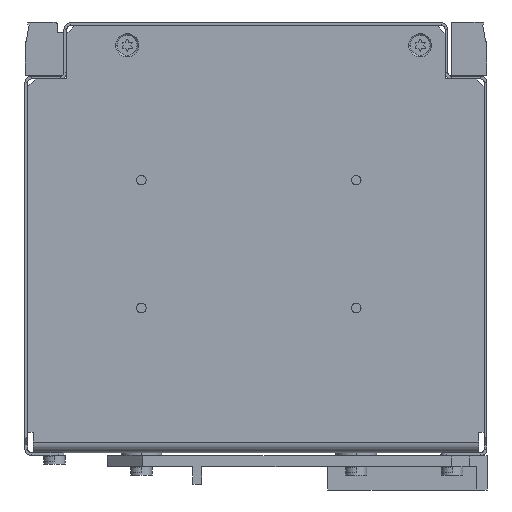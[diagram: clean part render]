
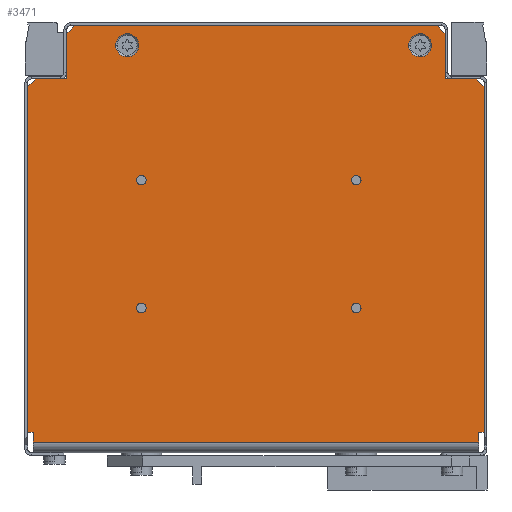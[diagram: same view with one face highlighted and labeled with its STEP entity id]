
A CAD part, left-side view. The second image highlights one B-rep face of the part: STEP entity #3471.
In plain terms, the highlighted free-form (B-spline) face has degree [1, 1] with [2, 2] control points.
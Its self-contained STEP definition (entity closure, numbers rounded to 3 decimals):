
#799=DIRECTION('',(0.,0.,-1.));
#800=VECTOR('',#799,2.8);
#801=CARTESIAN_POINT('',(-27.5,-1.5,-114.45));
#802=LINE('',#801,#800);
#954=CARTESIAN_POINT('',(-27.5,-92.5,-79.5));
#955=DIRECTION('',(-1.,0.,0.));
#956=DIRECTION('',(0.,-1.,0.));
#957=AXIS2_PLACEMENT_3D('',#954,#955,#956);
#962=CARTESIAN_POINT('',(-27.5,-92.5,-79.5));
#963=DIRECTION('',(-1.,0.,0.));
#964=DIRECTION('',(0.,1.,0.));
#965=AXIS2_PLACEMENT_3D('',#962,#963,#964);
#970=CARTESIAN_POINT('',(-27.5,-32.,-79.5));
#971=DIRECTION('',(-1.,0.,0.));
#972=DIRECTION('',(0.,-1.,0.));
#973=AXIS2_PLACEMENT_3D('',#970,#971,#972);
#978=CARTESIAN_POINT('',(-27.5,-32.,-79.5));
#979=DIRECTION('',(-1.,0.,0.));
#980=DIRECTION('',(0.,1.,0.));
#981=AXIS2_PLACEMENT_3D('',#978,#979,#980);
#986=CARTESIAN_POINT('',(-27.5,-92.5,-43.5));
#987=DIRECTION('',(-1.,0.,0.));
#988=DIRECTION('',(0.,-1.,0.));
#989=AXIS2_PLACEMENT_3D('',#986,#987,#988);
#994=CARTESIAN_POINT('',(-27.5,-92.5,-43.5));
#995=DIRECTION('',(-1.,0.,0.));
#996=DIRECTION('',(0.,1.,0.));
#997=AXIS2_PLACEMENT_3D('',#994,#995,#996);
#1002=CARTESIAN_POINT('',(-27.5,-28.,-5.5));
#1003=DIRECTION('',(-1.,0.,0.));
#1004=DIRECTION('',(0.,1.,0.));
#1005=AXIS2_PLACEMENT_3D('',#1002,#1003,#1004);
#1010=CARTESIAN_POINT('',(-27.5,-28.,-5.5));
#1011=DIRECTION('',(-1.,0.,0.));
#1012=DIRECTION('',(0.,-1.,0.));
#1013=AXIS2_PLACEMENT_3D('',#1010,#1011,#1012);
#1018=CARTESIAN_POINT('',(-27.5,-110.5,-5.5));
#1019=DIRECTION('',(-1.,0.,0.));
#1020=DIRECTION('',(0.,1.,0.));
#1021=AXIS2_PLACEMENT_3D('',#1018,#1019,#1020);
#1026=CARTESIAN_POINT('',(-27.5,-110.5,-5.5));
#1027=DIRECTION('',(-1.,0.,0.));
#1028=DIRECTION('',(0.,-1.,0.));
#1029=AXIS2_PLACEMENT_3D('',#1026,#1027,#1028);
#1034=CARTESIAN_POINT('',(-27.5,-32.,-43.5));
#1035=DIRECTION('',(-1.,0.,0.));
#1036=DIRECTION('',(0.,-1.,0.));
#1037=AXIS2_PLACEMENT_3D('',#1034,#1035,#1036);
#1042=CARTESIAN_POINT('',(-27.5,-32.,-43.5));
#1043=DIRECTION('',(-1.,0.,0.));
#1044=DIRECTION('',(0.,1.,0.));
#1045=AXIS2_PLACEMENT_3D('',#1042,#1043,#1044);
#1050=DIRECTION('',(0.,0.707,0.707));
#1051=VECTOR('',#1050,3.111);
#1052=CARTESIAN_POINT('',(-27.5,-117.5,-2.2));
#1053=LINE('',#1052,#1051);
#1057=DIRECTION('',(0.,-1.,0.));
#1058=VECTOR('',#1057,8.8);
#1059=CARTESIAN_POINT('',(-27.5,-117.5,-15.));
#1060=LINE('',#1059,#1058);
#1064=DIRECTION('',(0.,0.707,0.707));
#1065=VECTOR('',#1064,3.111);
#1066=CARTESIAN_POINT('',(-27.5,-128.5,-17.2));
#1067=LINE('',#1066,#1065);
#1071=DIRECTION('',(0.,0.,-1.));
#1072=VECTOR('',#1071,97.25);
#1073=CARTESIAN_POINT('',(-27.5,-128.5,-17.2));
#1074=LINE('',#1073,#1072);
#1078=DIRECTION('',(0.,0.,-1.));
#1079=VECTOR('',#1078,2.8);
#1080=CARTESIAN_POINT('',(-27.5,-127.,-114.45));
#1081=LINE('',#1080,#1079);
#1085=DIRECTION('',(0.,1.,0.));
#1086=VECTOR('',#1085,1.5);
#1087=CARTESIAN_POINT('',(-27.5,-1.5,-114.45));
#1088=LINE('',#1087,#1086);
#1092=DIRECTION('',(0.,0.707,-0.707));
#1093=VECTOR('',#1092,3.111);
#1094=CARTESIAN_POINT('',(-27.5,-2.2,-15.));
#1095=LINE('',#1094,#1093);
#1099=DIRECTION('',(0.,0.,1.));
#1100=VECTOR('',#1099,12.8);
#1101=CARTESIAN_POINT('',(-27.5,-11.,-15.));
#1102=LINE('',#1101,#1100);
#1106=DIRECTION('',(0.,0.707,-0.707));
#1107=VECTOR('',#1106,3.111);
#1108=CARTESIAN_POINT('',(-27.5,-13.2,0.));
#1109=LINE('',#1108,#1107);
#1229=DIRECTION('',(0.,1.,0.));
#1230=VECTOR('',#1229,102.1);
#1231=CARTESIAN_POINT('',(-27.5,-115.3,0.));
#1232=LINE('',#1231,#1230);
#1271=DIRECTION('',(0.,1.,0.));
#1272=VECTOR('',#1271,8.8);
#1273=CARTESIAN_POINT('',(-27.5,-11.,-15.));
#1274=LINE('',#1273,#1272);
#1285=DIRECTION('',(0.,0.,-1.));
#1286=VECTOR('',#1285,97.25);
#1287=CARTESIAN_POINT('',(-27.5,0.,-17.2));
#1288=LINE('',#1287,#1286);
#1327=DIRECTION('',(0.,0.,1.));
#1328=VECTOR('',#1327,12.8);
#1329=CARTESIAN_POINT('',(-27.5,-117.5,-15.));
#1330=LINE('',#1329,#1328);
#1362=DIRECTION('',(0.,-1.,0.));
#1363=VECTOR('',#1362,1.5);
#1364=CARTESIAN_POINT('',(-27.5,-127.,-114.45));
#1365=LINE('',#1364,#1363);
#1397=DIRECTION('',(0.,-1.,0.));
#1398=VECTOR('',#1397,125.5);
#1399=CARTESIAN_POINT('',(-27.5,-1.5,-117.25));
#1400=LINE('',#1399,#1398);
#2314=CARTESIAN_POINT('',(-27.5,-127.,-117.25));
#2315=VERTEX_POINT('',#2314);
#2422=CARTESIAN_POINT('',(-27.5,-1.5,-117.25));
#2423=VERTEX_POINT('',#2422);
#2426=CARTESIAN_POINT('',(-27.5,-1.5,-114.45));
#2427=VERTEX_POINT('',#2426);
#2450=CARTESIAN_POINT('',(-27.5,-93.85,-79.5));
#2451=CARTESIAN_POINT('',(-27.5,-91.15,-79.5));
#2452=VERTEX_POINT('',#2450);
#2453=VERTEX_POINT('',#2451);
#2454=CARTESIAN_POINT('',(-27.5,-127.,-114.45));
#2455=CARTESIAN_POINT('',(-27.5,-128.5,-114.45));
#2456=VERTEX_POINT('',#2454);
#2457=VERTEX_POINT('',#2455);
#2458=CARTESIAN_POINT('',(-27.5,0.,-114.45));
#2459=VERTEX_POINT('',#2458);
#2460=CARTESIAN_POINT('',(-27.5,-33.35,-79.5));
#2461=CARTESIAN_POINT('',(-27.5,-30.65,-79.5));
#2462=VERTEX_POINT('',#2460);
#2463=VERTEX_POINT('',#2461);
#2464=CARTESIAN_POINT('',(-27.5,-93.85,-43.5));
#2465=CARTESIAN_POINT('',(-27.5,-91.15,-43.5));
#2466=VERTEX_POINT('',#2464);
#2467=VERTEX_POINT('',#2465);
#2468=CARTESIAN_POINT('',(-27.5,-24.75,-5.5));
#2469=CARTESIAN_POINT('',(-27.5,-31.25,-5.5));
#2470=VERTEX_POINT('',#2468);
#2471=VERTEX_POINT('',#2469);
#2472=CARTESIAN_POINT('',(-27.5,-107.25,-5.5));
#2473=CARTESIAN_POINT('',(-27.5,-113.75,-5.5));
#2474=VERTEX_POINT('',#2472);
#2475=VERTEX_POINT('',#2473);
#2476=CARTESIAN_POINT('',(-27.5,-33.35,-43.5));
#2477=CARTESIAN_POINT('',(-27.5,-30.65,-43.5));
#2478=VERTEX_POINT('',#2476);
#2479=VERTEX_POINT('',#2477);
#2481=CARTESIAN_POINT('',(-27.5,-11.,-15.));
#2483=VERTEX_POINT('',#2481);
#2485=CARTESIAN_POINT('',(-27.5,-117.5,-15.));
#2487=VERTEX_POINT('',#2485);
#2636=CARTESIAN_POINT('',(-27.5,-117.5,-2.2));
#2637=CARTESIAN_POINT('',(-27.5,-115.3,0.));
#2638=VERTEX_POINT('',#2636);
#2639=VERTEX_POINT('',#2637);
#2646=CARTESIAN_POINT('',(-27.5,-13.2,0.));
#2647=VERTEX_POINT('',#2646);
#2648=CARTESIAN_POINT('',(-27.5,-128.5,-17.2));
#2649=CARTESIAN_POINT('',(-27.5,-126.3,-15.));
#2650=VERTEX_POINT('',#2648);
#2651=VERTEX_POINT('',#2649);
#2658=CARTESIAN_POINT('',(-27.5,-11.,-2.2));
#2659=VERTEX_POINT('',#2658);
#2660=CARTESIAN_POINT('',(-27.5,-2.2,-15.));
#2661=CARTESIAN_POINT('',(-27.5,0.,-17.2));
#2662=VERTEX_POINT('',#2660);
#2663=VERTEX_POINT('',#2661);
#3398=CARTESIAN_POINT('',(-27.5,-128.5,-117.25));
#3399=CARTESIAN_POINT('',(-27.5,0.,-117.25));
#3400=CARTESIAN_POINT('',(-27.5,-128.5,0.));
#3401=CARTESIAN_POINT('',(-27.5,0.,0.));
#3402=B_SPLINE_SURFACE_WITH_KNOTS('',1,1,((#3398,#3399),(#3400,#3401)),
.UNSPECIFIED.,.F.,.F.,.F.,(2,2),(2,2),(0.,117.25),(-128.5,0.),
.UNSPECIFIED.);
#3404=ORIENTED_EDGE('',*,*,#3403,.F.);
#3406=ORIENTED_EDGE('',*,*,#3405,.F.);
#3408=ORIENTED_EDGE('',*,*,#3407,.T.);
#3410=ORIENTED_EDGE('',*,*,#3409,.F.);
#3412=ORIENTED_EDGE('',*,*,#3411,.T.);
#3414=ORIENTED_EDGE('',*,*,#3413,.F.);
#3416=ORIENTED_EDGE('',*,*,#3415,.T.);
#3418=ORIENTED_EDGE('',*,*,#3417,.F.);
#3419=ORIENTED_EDGE('',*,*,#3305,.F.);
#3421=ORIENTED_EDGE('',*,*,#3420,.T.);
#3423=ORIENTED_EDGE('',*,*,#3422,.F.);
#3425=ORIENTED_EDGE('',*,*,#3424,.F.);
#3427=ORIENTED_EDGE('',*,*,#3426,.F.);
#3429=ORIENTED_EDGE('',*,*,#3428,.T.);
#3431=ORIENTED_EDGE('',*,*,#3430,.F.);
#3433=ORIENTED_EDGE('',*,*,#3432,.F.);
#3434=EDGE_LOOP('',(#3404,#3406,#3408,#3410,#3412,#3414,#3416,#3418,#3419,#3421,
#3423,#3425,#3427,#3429,#3431,#3433));
#3435=FACE_OUTER_BOUND('',#3434,.F.);
#3436=ORIENTED_EDGE('',*,*,#3388,.T.);
#3438=ORIENTED_EDGE('',*,*,#3437,.T.);
#3439=EDGE_LOOP('',(#3436,#3438));
#3440=FACE_BOUND('',#3439,.F.);
#3442=ORIENTED_EDGE('',*,*,#3441,.T.);
#3444=ORIENTED_EDGE('',*,*,#3443,.T.);
#3445=EDGE_LOOP('',(#3442,#3444));
#3446=FACE_BOUND('',#3445,.F.);
#3448=ORIENTED_EDGE('',*,*,#3447,.T.);
#3450=ORIENTED_EDGE('',*,*,#3449,.T.);
#3451=EDGE_LOOP('',(#3448,#3450));
#3452=FACE_BOUND('',#3451,.F.);
#3454=ORIENTED_EDGE('',*,*,#3453,.T.);
#3456=ORIENTED_EDGE('',*,*,#3455,.T.);
#3457=EDGE_LOOP('',(#3454,#3456));
#3458=FACE_BOUND('',#3457,.F.);
#3460=ORIENTED_EDGE('',*,*,#3459,.T.);
#3462=ORIENTED_EDGE('',*,*,#3461,.T.);
#3463=EDGE_LOOP('',(#3460,#3462));
#3464=FACE_BOUND('',#3463,.F.);
#3466=ORIENTED_EDGE('',*,*,#3465,.T.);
#3468=ORIENTED_EDGE('',*,*,#3467,.T.);
#3469=EDGE_LOOP('',(#3466,#3468));
#3470=FACE_BOUND('',#3469,.F.);
#3471=ADVANCED_FACE('',(#3435,#3440,#3446,#3452,#3458,#3464,#3470),#3402,.T.);
#958=CIRCLE('',#957,1.35);
#966=CIRCLE('',#965,1.35);
#974=CIRCLE('',#973,1.35);
#982=CIRCLE('',#981,1.35);
#990=CIRCLE('',#989,1.35);
#998=CIRCLE('',#997,1.35);
#1006=CIRCLE('',#1005,3.25);
#1014=CIRCLE('',#1013,3.25);
#1022=CIRCLE('',#1021,3.25);
#1030=CIRCLE('',#1029,3.25);
#1038=CIRCLE('',#1037,1.35);
#1046=CIRCLE('',#1045,1.35);
#3305=EDGE_CURVE('',#2427,#2423,#802,.T.);
#3388=EDGE_CURVE('',#2452,#2453,#958,.T.);
#3403=EDGE_CURVE('',#2638,#2639,#1053,.T.);
#3405=EDGE_CURVE('',#2487,#2638,#1330,.T.);
#3407=EDGE_CURVE('',#2487,#2651,#1060,.T.);
#3409=EDGE_CURVE('',#2650,#2651,#1067,.T.);
#3411=EDGE_CURVE('',#2650,#2457,#1074,.T.);
#3413=EDGE_CURVE('',#2456,#2457,#1365,.T.);
#3415=EDGE_CURVE('',#2456,#2315,#1081,.T.);
#3417=EDGE_CURVE('',#2423,#2315,#1400,.T.);
#3420=EDGE_CURVE('',#2427,#2459,#1088,.T.);
#3422=EDGE_CURVE('',#2663,#2459,#1288,.T.);
#3424=EDGE_CURVE('',#2662,#2663,#1095,.T.);
#3426=EDGE_CURVE('',#2483,#2662,#1274,.T.);
#3428=EDGE_CURVE('',#2483,#2659,#1102,.T.);
#3430=EDGE_CURVE('',#2647,#2659,#1109,.T.);
#3432=EDGE_CURVE('',#2639,#2647,#1232,.T.);
#3437=EDGE_CURVE('',#2453,#2452,#966,.T.);
#3441=EDGE_CURVE('',#2462,#2463,#974,.T.);
#3443=EDGE_CURVE('',#2463,#2462,#982,.T.);
#3447=EDGE_CURVE('',#2466,#2467,#990,.T.);
#3449=EDGE_CURVE('',#2467,#2466,#998,.T.);
#3453=EDGE_CURVE('',#2470,#2471,#1006,.T.);
#3455=EDGE_CURVE('',#2471,#2470,#1014,.T.);
#3459=EDGE_CURVE('',#2474,#2475,#1022,.T.);
#3461=EDGE_CURVE('',#2475,#2474,#1030,.T.);
#3465=EDGE_CURVE('',#2478,#2479,#1038,.T.);
#3467=EDGE_CURVE('',#2479,#2478,#1046,.T.);
